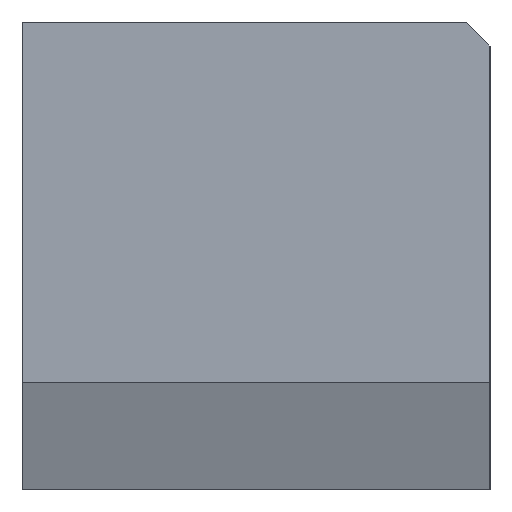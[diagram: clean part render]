
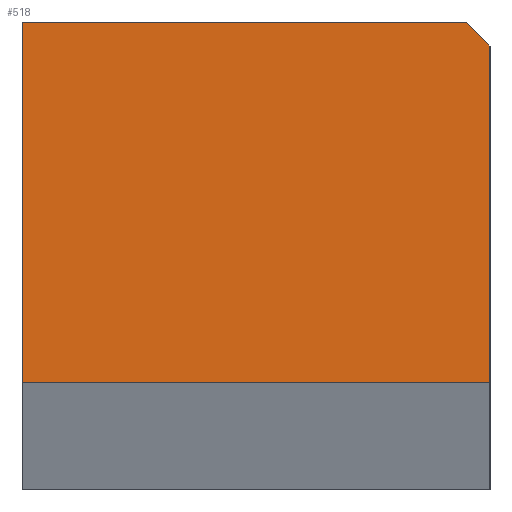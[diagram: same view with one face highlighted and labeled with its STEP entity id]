
A CAD part, left-side view. The second image highlights one B-rep face of the part: STEP entity #518.
In plain terms, the highlighted planar face has unit normal (-1, 0, 0).
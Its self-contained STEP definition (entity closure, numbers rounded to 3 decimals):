
#518=ADVANCED_FACE('NONE',(#1273),#1274,.F.);
#1273=FACE_OUTER_BOUND('',#2262,.T.);
#1274=PLANE('',#2263);
#2262=EDGE_LOOP('',(#4301,#4302,#4303,#4304,#4305));
#2263=AXIS2_PLACEMENT_3D('',#4306,#4307,#4308);
#4301=ORIENTED_EDGE('',*,*,#6257,.F.);
#4302=ORIENTED_EDGE('',*,*,#7149,.T.);
#4303=ORIENTED_EDGE('',*,*,#7150,.F.);
#4304=ORIENTED_EDGE('',*,*,#6900,.T.);
#4305=ORIENTED_EDGE('',*,*,#7151,.F.);
#4306=CARTESIAN_POINT('',(0.0,0.0,39.0));
#4307=DIRECTION('',(1.0,0.0,0.0));
#4308=DIRECTION('',(0.0,1.0,-0.0));
#6257=EDGE_CURVE('NONE',#7561,#7563,#7564,.T.);
#6900=EDGE_CURVE('NONE',#8848,#8846,#8849,.T.);
#7149=EDGE_CURVE('NONE',#7561,#9101,#9102,.T.);
#7150=EDGE_CURVE('NONE',#8848,#9101,#9103,.T.);
#7151=EDGE_CURVE('NONE',#7563,#8846,#9104,.T.);
#7561=VERTEX_POINT('NONE',#9515);
#7563=VERTEX_POINT('NONE',#9518);
#7564=LINE('',#9519,#9520);
#8846=VERTEX_POINT('NONE',#11442);
#8848=VERTEX_POINT('NONE',#11445);
#8849=LINE('',#11446,#11447);
#9101=VERTEX_POINT('NONE',#11865);
#9102=LINE('',#11866,#11867);
#9103=LINE('',#11868,#11869);
#9104=LINE('',#11870,#11871);
#9515=CARTESIAN_POINT('',(0.0,0.0,37.0));
#9518=CARTESIAN_POINT('',(0.0,0.0,9.));
#9519=CARTESIAN_POINT('',(0.0,0.0,39.0));
#9520=VECTOR('',#12440,1000.0);
#11442=CARTESIAN_POINT('',(0.0,39.0,9.));
#11445=CARTESIAN_POINT('',(0.0,39.0,39.0));
#11446=CARTESIAN_POINT('',(0.0,39.0,39.0));
#11447=VECTOR('',#13082,1000.0);
#11865=CARTESIAN_POINT('',(0.0,2.0,39.0));
#11866=CARTESIAN_POINT('',(0.0,2.0,39.0));
#11867=VECTOR('',#13249,1000.0);
#11868=CARTESIAN_POINT('',(0.0,0.0,39.0));
#11869=VECTOR('',#13250,1000.0);
#11870=CARTESIAN_POINT('',(0.0,0.0,9.));
#11871=VECTOR('',#13251,1000.0);
#12440=DIRECTION('',(-0.0,-0.0,-1.0));
#13082=DIRECTION('',(-0.0,-0.0,-1.0));
#13249=DIRECTION('',(-0.0,0.707,0.707));
#13250=DIRECTION('',(-0.0,-1.0,-0.0));
#13251=DIRECTION('',(0.0,1.0,0.0));
